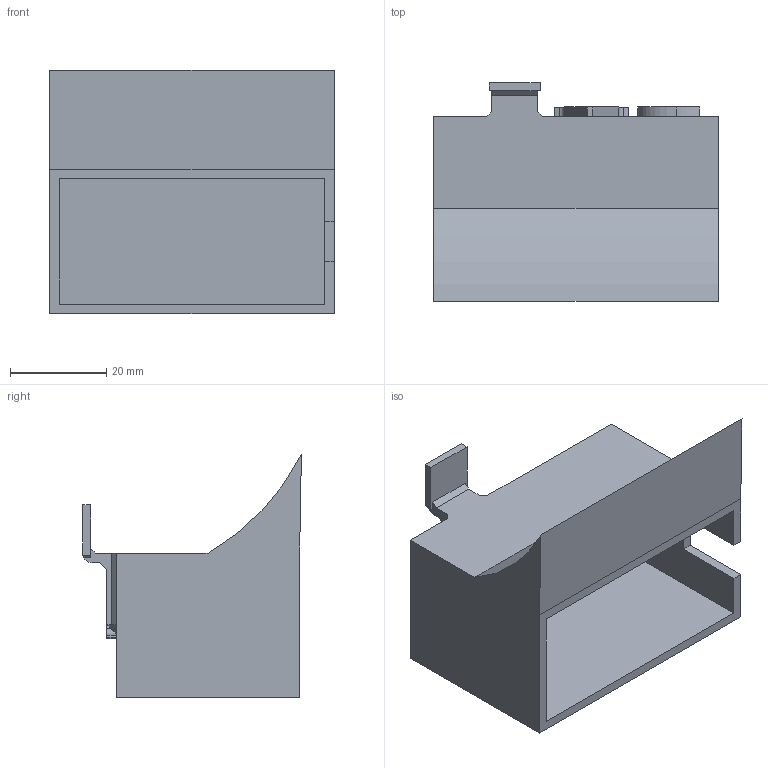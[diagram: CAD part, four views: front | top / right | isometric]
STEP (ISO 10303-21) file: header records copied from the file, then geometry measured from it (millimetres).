
FILE_DESCRIPTION (( 'STEP AP214' ), '1' );
FILE_NAME ('VeriConnect WallPlug.STEP', '2017-05-19T13:56:46', ( '' ), ( '' ), 'SwSTEP 2.0', 'SolidWorks 2016', '' );
FILE_SCHEMA (( 'AUTOMOTIVE_DESIGN' ));
Length unit declared in the file: millimetre
Products named in the file (1): VeriConnect WallPlug
Bounding box: 59 x 45.36 x 50.48 mm (x, y, z)
Volume: 25514.7 mm3; surface area: 18702.9 mm2
Topology: 1 solids, 1 shells, 78 faces, 216 edges, 142 vertices
Faces by surface type: plane 56, bspline 20, cylinder 2
Entity records: 3096 total; most frequent: CARTESIAN_POINT 1207, ORIENTED_EDGE 432, DIRECTION 298, EDGE_CURVE 216, VECTOR 168, LINE 168, VERTEX_POINT 142, EDGE_LOOP 80
